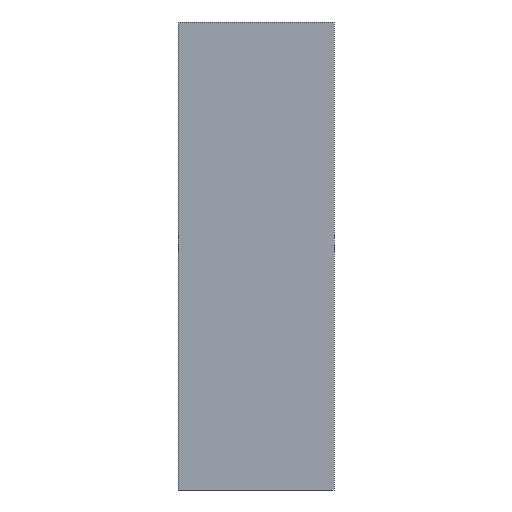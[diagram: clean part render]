
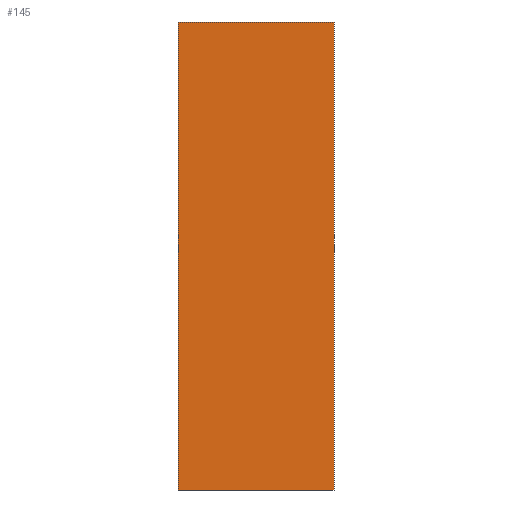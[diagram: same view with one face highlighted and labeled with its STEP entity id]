
A CAD part, left-side view. The second image highlights one B-rep face of the part: STEP entity #145.
In plain terms, the highlighted planar face has unit normal (-1, 0, 0).
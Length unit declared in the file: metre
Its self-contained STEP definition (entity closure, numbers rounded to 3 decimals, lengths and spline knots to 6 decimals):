
#21=DIRECTION('',(0.,-1.,0.));
#22=VECTOR('',#21,50.);
#23=CARTESIAN_POINT('',(0.,50.,0.));
#24=LINE('',#23,#22);
#25=DIRECTION('',(0.,0.,1.));
#26=VECTOR('',#25,150.);
#27=CARTESIAN_POINT('',(0.,0.,0.));
#28=LINE('',#27,#26);
#29=DIRECTION('',(0.,0.,1.));
#30=VECTOR('',#29,150.);
#31=CARTESIAN_POINT('',(0.,50.,0.));
#32=LINE('',#31,#30);
#53=DIRECTION('',(0.,-1.,0.));
#54=VECTOR('',#53,50.);
#55=CARTESIAN_POINT('',(0.,50.,150.));
#56=LINE('',#55,#54);
#73=CARTESIAN_POINT('',(0.,0.,0.));
#75=VERTEX_POINT('',#73);
#83=CARTESIAN_POINT('',(0.,50.,0.));
#84=VERTEX_POINT('',#83);
#85=CARTESIAN_POINT('',(0.,0.,150.));
#87=VERTEX_POINT('',#85);
#95=CARTESIAN_POINT('',(0.,50.,150.));
#96=VERTEX_POINT('',#95);
#132=CARTESIAN_POINT('',(0.,50.,0.));
#133=DIRECTION('',(-1.,0.,0.));
#134=DIRECTION('',(0.,-1.,0.));
#135=AXIS2_PLACEMENT_3D('',#132,#133,#134);
#136=PLANE('',#135);
#137=ORIENTED_EDGE('',*,*,#112,.F.);
#139=ORIENTED_EDGE('',*,*,#138,.T.);
#141=ORIENTED_EDGE('',*,*,#140,.T.);
#142=ORIENTED_EDGE('',*,*,#123,.F.);
#143=EDGE_LOOP('',(#137,#139,#141,#142));
#144=FACE_OUTER_BOUND('',#143,.F.);
#145=ADVANCED_FACE('',(#144),#136,.T.);
#112=EDGE_CURVE('',#84,#75,#24,.T.);
#123=EDGE_CURVE('',#75,#87,#28,.T.);
#138=EDGE_CURVE('',#84,#96,#32,.T.);
#140=EDGE_CURVE('',#96,#87,#56,.T.);
